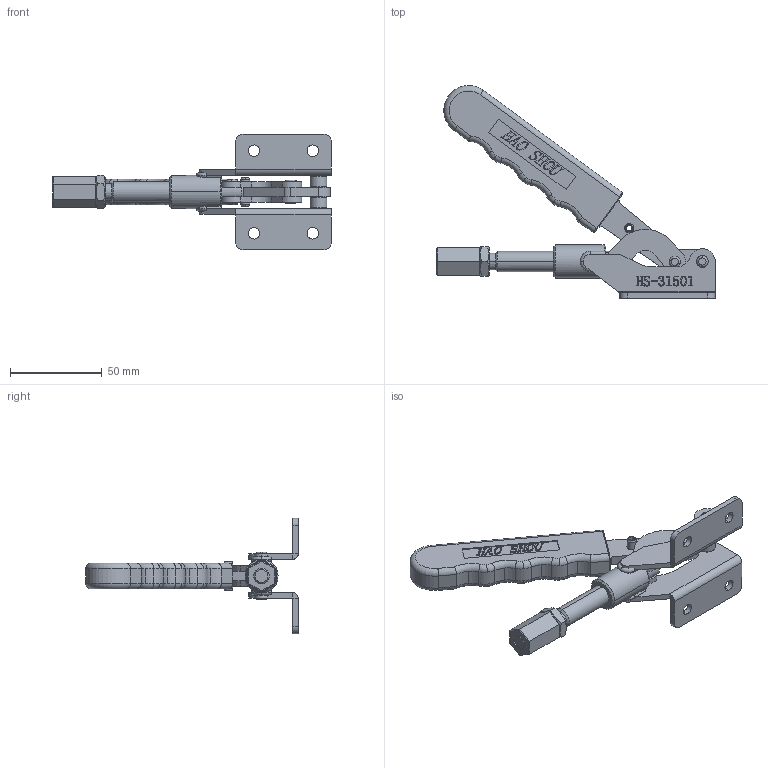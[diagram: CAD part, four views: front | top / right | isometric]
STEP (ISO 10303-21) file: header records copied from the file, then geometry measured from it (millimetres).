
FILE_DESCRIPTION (( 'STEP AP203' ), '1' );
FILE_NAME ('HS-31501 .STEP', '2019-08-17T06:05:22', ( '微软用户' ), ( '微软中国' ), 'SwSTEP 2.0', 'SolidWorks 2012', '' );
FILE_SCHEMA (( 'CONFIG_CONTROL_DESIGN' ));
Products named in the file (13): 种; 挴裝; 种1; 蹟譫; 蟀裝; 菁釱; HS-31501 ; 忒參1; 路杶; spring pin slotted heavy duty1 gb_GB_PARALLEL_PINS_TYPE6 5X16; 侐源杶516; hex thin nuts-grades ab-chamfered gb_GB_FASTENER_NUT_STNAB M10-N
Assembly tree (14 placements, depth 2):
  HS-31501 
    菁釱
    蟀裝  x2
    蹟譫
    种
    种1
    挴裝
    种
    hex thin nuts-grades ab-chamfered gb_GB_FASTENER_NUT_STNAB M10-N
    侐源杶516
    spring pin slotted heavy duty1 gb_GB_PARALLEL_PINS_TYPE6 5X16
    路杶  x2
    忒參1
Bounding box: 151.5 x 115.7 x 63 mm (x, y, z)
Volume: 73735.7 mm3; surface area: 43857.1 mm2
Topology: 16 solids, 16 shells, 954 faces, 2511 edges, 1639 vertices
Faces by surface type: plane 487, bspline 224, cylinder 139, torus 62, cone 42
Entity records: 41842 total; most frequent: CARTESIAN_POINT 18681, ORIENTED_EDGE 4888, DIRECTION 3807, EDGE_CURVE 2444, VERTEX_POINT 1597, LINE 1545, VECTOR 1545, AXIS2_PLACEMENT_3D 1131
